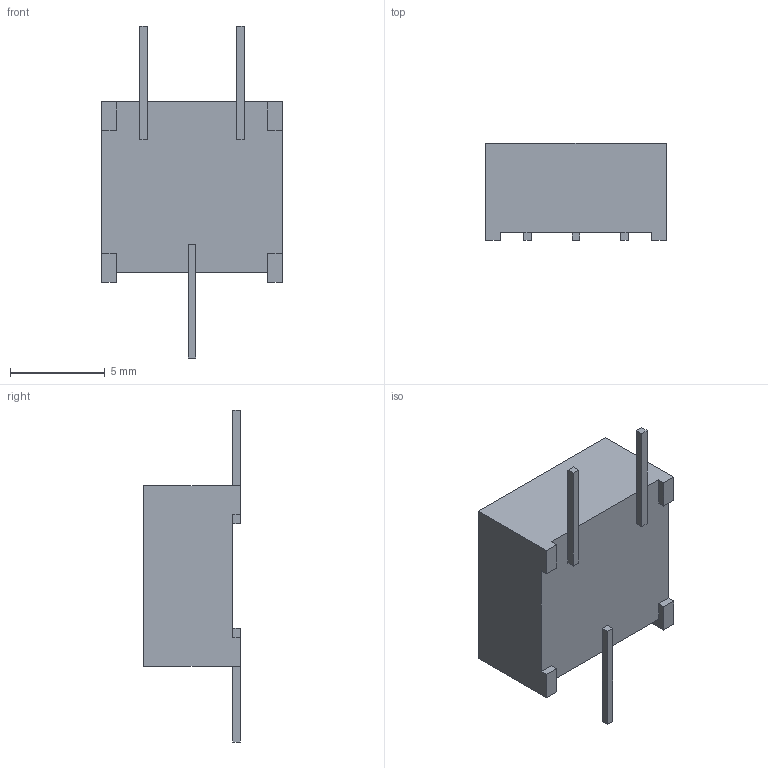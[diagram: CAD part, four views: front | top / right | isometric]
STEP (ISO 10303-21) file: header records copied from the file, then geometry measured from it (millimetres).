
FILE_DESCRIPTION (( 'STEP AP214' ), '1' );
FILE_NAME ('trimpot_10x10_smd.STEP', '2024-05-25T15:36:42', ( '' ), ( '' ), 'SwSTEP 2.0', 'SolidWorks 2022', '' );
FILE_SCHEMA (( 'AUTOMOTIVE_DESIGN' ));
Length unit declared in the file: millimetre
Products named in the file (1): trimpot_10x10_smd
Bounding box: 9.5 x 5.1 x 17.5 mm (x, y, z)
Volume: 404.8 mm3; surface area: 473.4 mm2
Topology: 5 solids, 5 shells, 51 faces, 117 edges, 78 vertices
Faces by surface type: plane 44, cylinder 7
Entity records: 1693 total; most frequent: CARTESIAN_POINT 247, DIRECTION 235, ORIENTED_EDGE 234, EDGE_CURVE 117, VECTOR 103, LINE 103, VERTEX_POINT 78, AXIS2_PLACEMENT_3D 66
